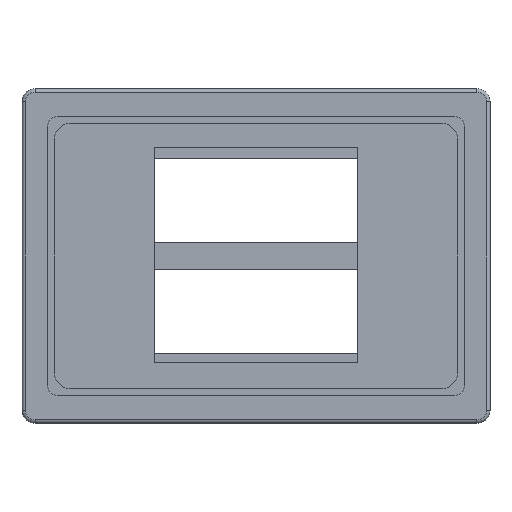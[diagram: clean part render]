
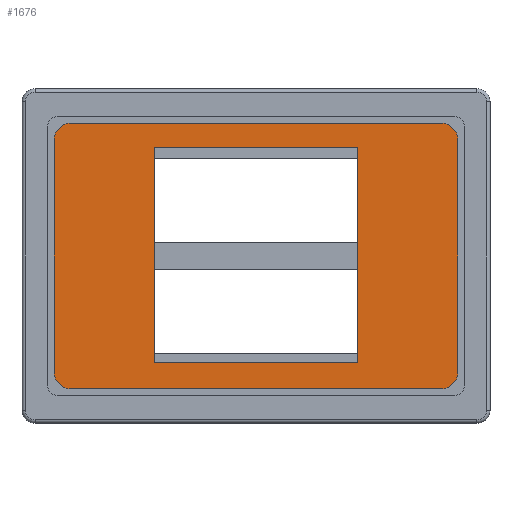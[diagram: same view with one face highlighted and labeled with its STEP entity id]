
A CAD part, front view. The second image highlights one B-rep face of the part: STEP entity #1676.
In plain terms, the highlighted planar face has unit normal (0, -1, 0).
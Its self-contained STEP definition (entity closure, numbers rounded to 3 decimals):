
#17=FACE_BOUND('',#231,.T.);
#51=PLANE('',#1844);
#128=FACE_OUTER_BOUND('',#230,.T.);
#230=EDGE_LOOP('',(#1269,#1270,#1271,#1272,#1273,#1274,#1275,#1276));
#231=EDGE_LOOP('',(#1277,#1278,#1279,#1280));
#341=LINE('',#2675,#499);
#342=LINE('',#2679,#500);
#343=LINE('',#2683,#501);
#344=LINE('',#2686,#502);
#345=LINE('',#2689,#503);
#346=LINE('',#2691,#504);
#347=LINE('',#2693,#505);
#348=LINE('',#2694,#506);
#499=VECTOR('',#2169,10.);
#500=VECTOR('',#2172,10.);
#501=VECTOR('',#2175,10.);
#502=VECTOR('',#2178,10.);
#503=VECTOR('',#2179,10.);
#504=VECTOR('',#2180,10.);
#505=VECTOR('',#2181,10.);
#506=VECTOR('',#2182,10.);
#669=CIRCLE('',#1842,5.);
#671=CIRCLE('',#1845,5.);
#672=CIRCLE('',#1846,5.);
#673=CIRCLE('',#1847,5.);
#765=VERTEX_POINT('',#2665);
#766=VERTEX_POINT('',#2666);
#769=VERTEX_POINT('',#2674);
#770=VERTEX_POINT('',#2676);
#771=VERTEX_POINT('',#2678);
#772=VERTEX_POINT('',#2680);
#773=VERTEX_POINT('',#2682);
#774=VERTEX_POINT('',#2684);
#775=VERTEX_POINT('',#2687);
#776=VERTEX_POINT('',#2688);
#777=VERTEX_POINT('',#2690);
#778=VERTEX_POINT('',#2692);
#951=EDGE_CURVE('',#765,#766,#669,.T.);
#955=EDGE_CURVE('',#765,#769,#341,.T.);
#956=EDGE_CURVE('',#770,#769,#671,.T.);
#957=EDGE_CURVE('',#770,#771,#342,.T.);
#958=EDGE_CURVE('',#772,#771,#672,.T.);
#959=EDGE_CURVE('',#772,#773,#343,.T.);
#960=EDGE_CURVE('',#774,#773,#673,.T.);
#961=EDGE_CURVE('',#774,#766,#344,.T.);
#962=EDGE_CURVE('',#775,#776,#345,.T.);
#963=EDGE_CURVE('',#776,#777,#346,.T.);
#964=EDGE_CURVE('',#777,#778,#347,.T.);
#965=EDGE_CURVE('',#778,#775,#348,.T.);
#1269=ORIENTED_EDGE('',*,*,#951,.F.);
#1270=ORIENTED_EDGE('',*,*,#955,.T.);
#1271=ORIENTED_EDGE('',*,*,#956,.F.);
#1272=ORIENTED_EDGE('',*,*,#957,.T.);
#1273=ORIENTED_EDGE('',*,*,#958,.F.);
#1274=ORIENTED_EDGE('',*,*,#959,.T.);
#1275=ORIENTED_EDGE('',*,*,#960,.F.);
#1276=ORIENTED_EDGE('',*,*,#961,.T.);
#1277=ORIENTED_EDGE('',*,*,#962,.T.);
#1278=ORIENTED_EDGE('',*,*,#963,.T.);
#1279=ORIENTED_EDGE('',*,*,#964,.T.);
#1280=ORIENTED_EDGE('',*,*,#965,.T.);
#1676=ADVANCED_FACE('',(#128,#17),#51,.T.);
#1842=AXIS2_PLACEMENT_3D('',#2667,#2161,#2162);
#1844=AXIS2_PLACEMENT_3D('',#2673,#2167,#2168);
#1845=AXIS2_PLACEMENT_3D('',#2677,#2170,#2171);
#1846=AXIS2_PLACEMENT_3D('',#2681,#2173,#2174);
#1847=AXIS2_PLACEMENT_3D('',#2685,#2176,#2177);
#2161=DIRECTION('center_axis',(0.,1.,0.));
#2162=DIRECTION('ref_axis',(0.707,0.,-0.707));
#2167=DIRECTION('center_axis',(0.,-1.,0.));
#2168=DIRECTION('ref_axis',(0.,0.,-1.));
#2169=DIRECTION('',(0.,0.,1.));
#2170=DIRECTION('center_axis',(0.,1.,0.));
#2171=DIRECTION('ref_axis',(0.707,0.,0.707));
#2172=DIRECTION('',(-1.,0.,0.));
#2173=DIRECTION('center_axis',(0.,1.,0.));
#2174=DIRECTION('ref_axis',(-0.707,0.,0.707));
#2175=DIRECTION('',(0.,0.,-1.));
#2176=DIRECTION('center_axis',(0.,1.,0.));
#2177=DIRECTION('ref_axis',(-0.707,0.,-0.707));
#2178=DIRECTION('',(1.,0.,0.));
#2179=DIRECTION('',(0.,0.,-1.));
#2180=DIRECTION('',(-1.,0.,0.));
#2181=DIRECTION('',(0.,0.,1.));
#2182=DIRECTION('',(1.,0.,0.));
#2665=CARTESIAN_POINT('',(61.83,-8.35,-35.67));
#2666=CARTESIAN_POINT('',(56.83,-8.35,-40.67));
#2667=CARTESIAN_POINT('Origin',(56.83,-8.35,-35.67));
#2673=CARTESIAN_POINT('Origin',(0.,-8.35,0.));
#2674=CARTESIAN_POINT('',(61.83,-8.35,35.67));
#2675=CARTESIAN_POINT('',(61.83,-8.35,40.67));
#2676=CARTESIAN_POINT('',(56.83,-8.35,40.67));
#2677=CARTESIAN_POINT('Origin',(56.83,-8.35,35.67));
#2678=CARTESIAN_POINT('',(-56.83,-8.35,40.67));
#2679=CARTESIAN_POINT('',(-61.83,-8.35,40.67));
#2680=CARTESIAN_POINT('',(-61.83,-8.35,35.67));
#2681=CARTESIAN_POINT('Origin',(-56.83,-8.35,35.67));
#2682=CARTESIAN_POINT('',(-61.83,-8.35,-35.67));
#2683=CARTESIAN_POINT('',(-61.83,-8.35,-40.67));
#2684=CARTESIAN_POINT('',(-56.83,-8.35,-40.67));
#2685=CARTESIAN_POINT('Origin',(-56.83,-8.35,-35.67));
#2686=CARTESIAN_POINT('',(61.83,-8.35,-40.67));
#2687=CARTESIAN_POINT('',(31.118,-8.35,33.218));
#2688=CARTESIAN_POINT('',(31.118,-8.35,-32.782));
#2689=CARTESIAN_POINT('',(31.118,-8.35,16.609));
#2690=CARTESIAN_POINT('',(-31.182,-8.35,-32.782));
#2691=CARTESIAN_POINT('',(15.559,-8.35,-32.782));
#2692=CARTESIAN_POINT('',(-31.182,-8.35,33.218));
#2693=CARTESIAN_POINT('',(-31.182,-8.35,-16.391));
#2694=CARTESIAN_POINT('',(-15.591,-8.35,33.218));
